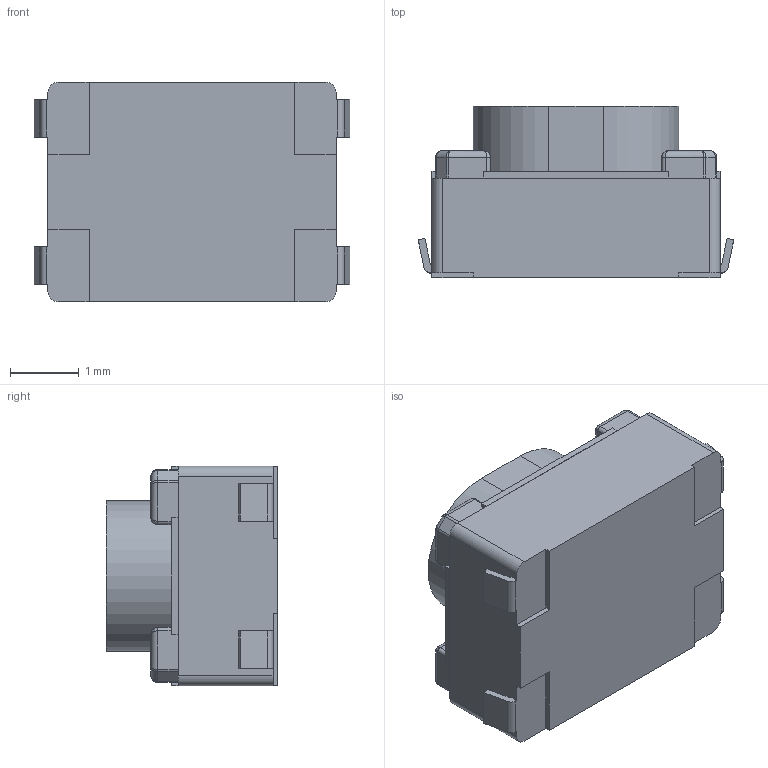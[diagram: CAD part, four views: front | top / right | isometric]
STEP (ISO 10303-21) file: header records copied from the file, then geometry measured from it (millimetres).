
FILE_DESCRIPTION (( 'STEP AP214' ), '1' );
FILE_NAME ('PTS815 SJK 250 SMTR LFS.STEP', '2022-03-22T11:16:10', ( '' ), ( '' ), 'SwSTEP 2.0', 'SolidWorks 2018', '' );
FILE_SCHEMA (( 'AUTOMOTIVE_DESIGN' ));
Length unit declared in the file: millimetre
Products named in the file (1): PTS815 SJK 250 SMTR LFS
Bounding box: 4.6 x 2.5 x 3.2 mm (x, y, z)
Volume: 26.4 mm3; surface area: 78.1 mm2
Topology: 6 solids, 6 shells, 197 faces, 504 edges, 296 vertices
Faces by surface type: plane 109, cylinder 64, bspline 24
Entity records: 8104 total; most frequent: CARTESIAN_POINT 1430, ORIENTED_EDGE 960, DIRECTION 860, EDGE_CURVE 480, VECTOR 352, LINE 352, VERTEX_POINT 296, AXIS2_PLACEMENT_3D 254
